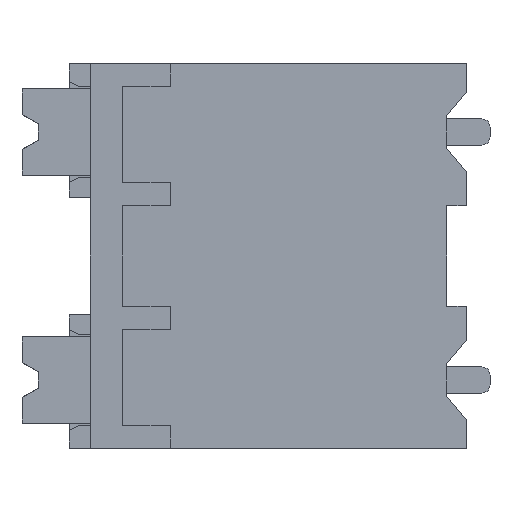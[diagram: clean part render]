
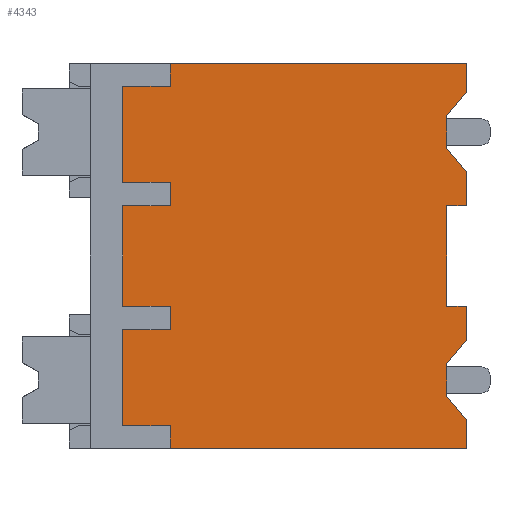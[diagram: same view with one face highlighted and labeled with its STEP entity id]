
A CAD part, left-side view. The second image highlights one B-rep face of the part: STEP entity #4343.
In plain terms, the highlighted planar face has unit normal (-1, 0, 0).
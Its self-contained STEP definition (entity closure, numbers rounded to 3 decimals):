
#50=DIRECTION('',(0.,-1.,0.));
#51=VECTOR('',#50,9.1);
#52=CARTESIAN_POINT('',(0.,9.1,-9.72));
#53=LINE('',#52,#51);
#902=DIRECTION('',(0.,0.,1.));
#903=VECTOR('',#902,0.885);
#904=CARTESIAN_POINT('',(0.,0.,1.215));
#905=LINE('',#904,#903);
#918=DIRECTION('',(0.,0.,1.));
#919=VECTOR('',#918,0.885);
#920=CARTESIAN_POINT('',(0.,0.,-9.72));
#921=LINE('',#920,#919);
#926=DIRECTION('',(0.,0.,1.));
#927=VECTOR('',#926,1.045);
#928=CARTESIAN_POINT('',(0.,0.,-2.26));
#929=LINE('',#928,#927);
#950=DIRECTION('',(0.,0.,1.));
#951=VECTOR('',#950,1.045);
#952=CARTESIAN_POINT('',(0.,0.,-6.405));
#953=LINE('',#952,#951);
#958=DIRECTION('',(0.,0.,1.));
#959=VECTOR('',#958,0.71);
#960=CARTESIAN_POINT('',(0.,9.1,-2.26));
#961=LINE('',#960,#959);
#962=DIRECTION('',(0.,-1.,0.));
#963=VECTOR('',#962,1.45);
#964=CARTESIAN_POINT('',(0.,10.55,-1.55));
#965=LINE('',#964,#963);
#966=DIRECTION('',(0.,0.,1.));
#967=VECTOR('',#966,2.95);
#968=CARTESIAN_POINT('',(0.,10.55,-1.55));
#969=LINE('',#968,#967);
#970=DIRECTION('',(0.,1.,0.));
#971=VECTOR('',#970,1.45);
#972=CARTESIAN_POINT('',(0.,9.1,1.4));
#973=LINE('',#972,#971);
#974=DIRECTION('',(0.,0.,1.));
#975=VECTOR('',#974,0.7);
#976=CARTESIAN_POINT('',(0.,9.1,1.4));
#977=LINE('',#976,#975);
#978=DIRECTION('',(0.,-0.643,0.766));
#979=VECTOR('',#978,0.933);
#980=CARTESIAN_POINT('',(0.,0.6,0.5));
#981=LINE('',#980,#979);
#982=DIRECTION('',(0.,0.,1.));
#983=VECTOR('',#982,1.);
#984=CARTESIAN_POINT('',(0.,0.6,-0.5));
#985=LINE('',#984,#983);
#986=DIRECTION('',(0.,0.643,0.766));
#987=VECTOR('',#986,0.933);
#988=CARTESIAN_POINT('',(0.,0.,-1.215));
#989=LINE('',#988,#987);
#990=DIRECTION('',(0.,1.,0.));
#991=VECTOR('',#990,0.6);
#992=CARTESIAN_POINT('',(0.,0.,-2.26));
#993=LINE('',#992,#991);
#994=DIRECTION('',(0.,0.,1.));
#995=VECTOR('',#994,3.1);
#996=CARTESIAN_POINT('',(0.,0.6,-5.36));
#997=LINE('',#996,#995);
#998=DIRECTION('',(0.,1.,0.));
#999=VECTOR('',#998,0.6);
#1000=CARTESIAN_POINT('',(0.,0.,-5.36));
#1001=LINE('',#1000,#999);
#1002=DIRECTION('',(0.,-0.643,0.766));
#1003=VECTOR('',#1002,0.933);
#1004=CARTESIAN_POINT('',(0.,0.6,-7.12));
#1005=LINE('',#1004,#1003);
#1006=DIRECTION('',(0.,0.,1.));
#1007=VECTOR('',#1006,1.);
#1008=CARTESIAN_POINT('',(0.,0.6,-8.12));
#1009=LINE('',#1008,#1007);
#1010=DIRECTION('',(0.,0.643,0.766));
#1011=VECTOR('',#1010,0.933);
#1012=CARTESIAN_POINT('',(0.,0.,-8.835));
#1013=LINE('',#1012,#1011);
#1014=DIRECTION('',(0.,0.,1.));
#1015=VECTOR('',#1014,0.7);
#1016=CARTESIAN_POINT('',(0.,9.1,-9.72));
#1017=LINE('',#1016,#1015);
#1018=DIRECTION('',(0.,-1.,0.));
#1019=VECTOR('',#1018,1.45);
#1020=CARTESIAN_POINT('',(0.,10.55,-9.02));
#1021=LINE('',#1020,#1019);
#1022=DIRECTION('',(0.,0.,1.));
#1023=VECTOR('',#1022,2.95);
#1024=CARTESIAN_POINT('',(0.,10.55,-9.02));
#1025=LINE('',#1024,#1023);
#1026=DIRECTION('',(0.,1.,0.));
#1027=VECTOR('',#1026,1.45);
#1028=CARTESIAN_POINT('',(0.,9.1,-6.07));
#1029=LINE('',#1028,#1027);
#1030=DIRECTION('',(0.,0.,1.));
#1031=VECTOR('',#1030,0.71);
#1032=CARTESIAN_POINT('',(0.,9.1,-6.07));
#1033=LINE('',#1032,#1031);
#1034=DIRECTION('',(0.,-1.,0.));
#1035=VECTOR('',#1034,1.45);
#1036=CARTESIAN_POINT('',(0.,10.55,-5.36));
#1037=LINE('',#1036,#1035);
#1038=DIRECTION('',(0.,0.,1.));
#1039=VECTOR('',#1038,3.1);
#1040=CARTESIAN_POINT('',(0.,10.55,-5.36));
#1041=LINE('',#1040,#1039);
#1042=DIRECTION('',(0.,1.,0.));
#1043=VECTOR('',#1042,1.45);
#1044=CARTESIAN_POINT('',(0.,9.1,-2.26));
#1045=LINE('',#1044,#1043);
#1838=DIRECTION('',(0.,-1.,0.));
#1839=VECTOR('',#1838,9.1);
#1840=CARTESIAN_POINT('',(0.,9.1,2.1));
#1841=LINE('',#1840,#1839);
#2343=CARTESIAN_POINT('',(0.,9.1,-9.72));
#2344=VERTEX_POINT('',#2343);
#2345=CARTESIAN_POINT('',(0.,0.,-9.72));
#2346=VERTEX_POINT('',#2345);
#2371=CARTESIAN_POINT('',(0.,9.1,2.1));
#2372=VERTEX_POINT('',#2371);
#2373=CARTESIAN_POINT('',(0.,0.,2.1));
#2374=VERTEX_POINT('',#2373);
#2657=CARTESIAN_POINT('',(0.,9.1,1.4));
#2658=VERTEX_POINT('',#2657);
#2659=CARTESIAN_POINT('',(0.,10.55,1.4));
#2660=VERTEX_POINT('',#2659);
#2665=CARTESIAN_POINT('',(0.,9.1,-9.02));
#2666=VERTEX_POINT('',#2665);
#2667=CARTESIAN_POINT('',(0.,10.55,-9.02));
#2668=VERTEX_POINT('',#2667);
#2749=CARTESIAN_POINT('',(0.,0.,-1.215));
#2750=CARTESIAN_POINT('',(0.,0.6,-0.5));
#2751=VERTEX_POINT('',#2749);
#2752=VERTEX_POINT('',#2750);
#2753=CARTESIAN_POINT('',(0.,0.6,0.5));
#2754=VERTEX_POINT('',#2753);
#2755=CARTESIAN_POINT('',(0.,0.,1.215));
#2756=VERTEX_POINT('',#2755);
#2765=CARTESIAN_POINT('',(0.,0.,-8.835));
#2766=CARTESIAN_POINT('',(0.,0.6,-8.12));
#2767=VERTEX_POINT('',#2765);
#2768=VERTEX_POINT('',#2766);
#2769=CARTESIAN_POINT('',(0.,0.6,-7.12));
#2770=VERTEX_POINT('',#2769);
#2771=CARTESIAN_POINT('',(0.,0.,-6.405));
#2772=VERTEX_POINT('',#2771);
#2969=CARTESIAN_POINT('',(0.,0.,-2.26));
#2970=CARTESIAN_POINT('',(0.,0.6,-2.26));
#2971=VERTEX_POINT('',#2969);
#2972=VERTEX_POINT('',#2970);
#2973=CARTESIAN_POINT('',(0.,0.,-5.36));
#2974=CARTESIAN_POINT('',(0.,0.6,-5.36));
#2975=VERTEX_POINT('',#2973);
#2976=VERTEX_POINT('',#2974);
#3033=CARTESIAN_POINT('',(0.,9.1,-1.55));
#3034=VERTEX_POINT('',#3033);
#3035=CARTESIAN_POINT('',(0.,9.1,-2.26));
#3036=VERTEX_POINT('',#3035);
#3037=CARTESIAN_POINT('',(0.,9.1,-6.07));
#3038=VERTEX_POINT('',#3037);
#3039=CARTESIAN_POINT('',(0.,9.1,-5.36));
#3040=VERTEX_POINT('',#3039);
#3041=CARTESIAN_POINT('',(0.,10.55,-1.55));
#3042=VERTEX_POINT('',#3041);
#3043=CARTESIAN_POINT('',(0.,10.55,-2.26));
#3044=VERTEX_POINT('',#3043);
#3045=CARTESIAN_POINT('',(0.,10.55,-6.07));
#3046=VERTEX_POINT('',#3045);
#3047=CARTESIAN_POINT('',(0.,10.55,-5.36));
#3048=VERTEX_POINT('',#3047);
#4286=CARTESIAN_POINT('',(0.,9.1,-9.72));
#4287=DIRECTION('',(-1.,0.,0.));
#4288=DIRECTION('',(0.,-1.,0.));
#4289=AXIS2_PLACEMENT_3D('',#4286,#4287,#4288);
#4290=PLANE('',#4289);
#4292=ORIENTED_EDGE('',*,*,#4291,.T.);
#4294=ORIENTED_EDGE('',*,*,#4293,.F.);
#4296=ORIENTED_EDGE('',*,*,#4295,.T.);
#4298=ORIENTED_EDGE('',*,*,#4297,.F.);
#4300=ORIENTED_EDGE('',*,*,#4299,.T.);
#4302=ORIENTED_EDGE('',*,*,#4301,.T.);
#4303=ORIENTED_EDGE('',*,*,#4209,.F.);
#4304=ORIENTED_EDGE('',*,*,#4277,.F.);
#4306=ORIENTED_EDGE('',*,*,#4305,.F.);
#4308=ORIENTED_EDGE('',*,*,#4307,.F.);
#4309=ORIENTED_EDGE('',*,*,#4243,.F.);
#4311=ORIENTED_EDGE('',*,*,#4310,.T.);
#4313=ORIENTED_EDGE('',*,*,#4312,.F.);
#4315=ORIENTED_EDGE('',*,*,#4314,.F.);
#4316=ORIENTED_EDGE('',*,*,#4267,.F.);
#4318=ORIENTED_EDGE('',*,*,#4317,.F.);
#4320=ORIENTED_EDGE('',*,*,#4319,.F.);
#4322=ORIENTED_EDGE('',*,*,#4321,.F.);
#4323=ORIENTED_EDGE('',*,*,#4231,.F.);
#4324=ORIENTED_EDGE('',*,*,#3072,.F.);
#4326=ORIENTED_EDGE('',*,*,#4325,.T.);
#4328=ORIENTED_EDGE('',*,*,#4327,.F.);
#4330=ORIENTED_EDGE('',*,*,#4329,.T.);
#4332=ORIENTED_EDGE('',*,*,#4331,.F.);
#4334=ORIENTED_EDGE('',*,*,#4333,.T.);
#4336=ORIENTED_EDGE('',*,*,#4335,.F.);
#4338=ORIENTED_EDGE('',*,*,#4337,.T.);
#4340=ORIENTED_EDGE('',*,*,#4339,.F.);
#4341=EDGE_LOOP('',(#4292,#4294,#4296,#4298,#4300,#4302,#4303,#4304,#4306,#4308,
#4309,#4311,#4313,#4315,#4316,#4318,#4320,#4322,#4323,#4324,#4326,#4328,#4330,
#4332,#4334,#4336,#4338,#4340));
#4342=FACE_OUTER_BOUND('',#4341,.F.);
#3072=EDGE_CURVE('',#2344,#2346,#53,.T.);
#4209=EDGE_CURVE('',#2756,#2374,#905,.T.);
#4231=EDGE_CURVE('',#2346,#2767,#921,.T.);
#4243=EDGE_CURVE('',#2971,#2751,#929,.T.);
#4267=EDGE_CURVE('',#2772,#2975,#953,.T.);
#4277=EDGE_CURVE('',#2754,#2756,#981,.T.);
#4291=EDGE_CURVE('',#3036,#3034,#961,.T.);
#4293=EDGE_CURVE('',#3042,#3034,#965,.T.);
#4295=EDGE_CURVE('',#3042,#2660,#969,.T.);
#4297=EDGE_CURVE('',#2658,#2660,#973,.T.);
#4299=EDGE_CURVE('',#2658,#2372,#977,.T.);
#4301=EDGE_CURVE('',#2372,#2374,#1841,.T.);
#4305=EDGE_CURVE('',#2752,#2754,#985,.T.);
#4307=EDGE_CURVE('',#2751,#2752,#989,.T.);
#4310=EDGE_CURVE('',#2971,#2972,#993,.T.);
#4312=EDGE_CURVE('',#2976,#2972,#997,.T.);
#4314=EDGE_CURVE('',#2975,#2976,#1001,.T.);
#4317=EDGE_CURVE('',#2770,#2772,#1005,.T.);
#4319=EDGE_CURVE('',#2768,#2770,#1009,.T.);
#4321=EDGE_CURVE('',#2767,#2768,#1013,.T.);
#4325=EDGE_CURVE('',#2344,#2666,#1017,.T.);
#4327=EDGE_CURVE('',#2668,#2666,#1021,.T.);
#4329=EDGE_CURVE('',#2668,#3046,#1025,.T.);
#4331=EDGE_CURVE('',#3038,#3046,#1029,.T.);
#4333=EDGE_CURVE('',#3038,#3040,#1033,.T.);
#4335=EDGE_CURVE('',#3048,#3040,#1037,.T.);
#4337=EDGE_CURVE('',#3048,#3044,#1041,.T.);
#4339=EDGE_CURVE('',#3036,#3044,#1045,.T.);
#4343=ADVANCED_FACE('',(#4342),#4290,.T.);
